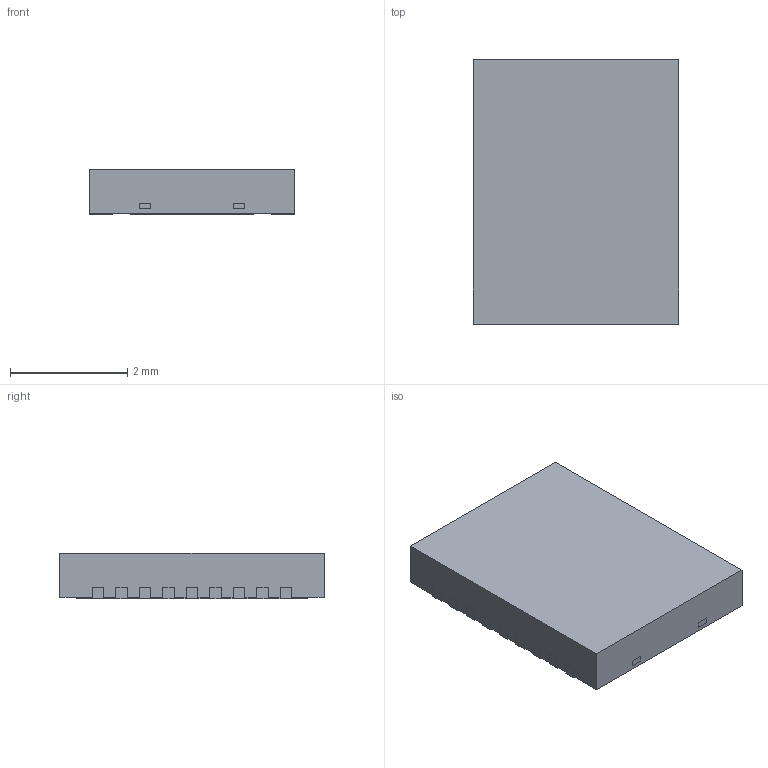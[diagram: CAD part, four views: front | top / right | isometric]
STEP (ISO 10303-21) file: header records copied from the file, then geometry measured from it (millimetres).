
FILE_DESCRIPTION((''),'2;1');
FILE_NAME('DPC0008A_ASM','2017-03-10T',('a0412025'),(''),'CREO PARAMETRIC BY PTC INC, 2016050','CREO PARAMETRIC BY PTC INC, 2016050','');
FILE_SCHEMA(('AUTOMOTIVE_DESIGN { 1 0 10303 214 1 1 1 1 }'));
Length unit declared in the file: millimetre
Products named in the file (4): BODY-SON; FRAME-DPC0008A; PIN1-ID; DPC0008A_ASM
Assembly tree (3 placements, depth 2):
  DPC0008A_ASM
    BODY-SON
    FRAME-DPC0008A
    PIN1-ID
Bounding box: 3.5 x 4.5 x 0.78 mm (x, y, z)
Volume: 12.1 mm3; surface area: 80.6 mm2
Topology: 10 solids, 10 shells, 225 faces, 618 edges, 412 vertices
Faces by surface type: plane 205, cylinder 20
Entity records: 9482 total; most frequent: CARTESIAN_POINT 1269, ORIENTED_EDGE 1236, DIRECTION 1122, PRESENTATION_STYLE_ASSIGNMENT 637, STYLED_ITEM 628, CURVE_STYLE 618, EDGE_CURVE 618, VECTOR 578
